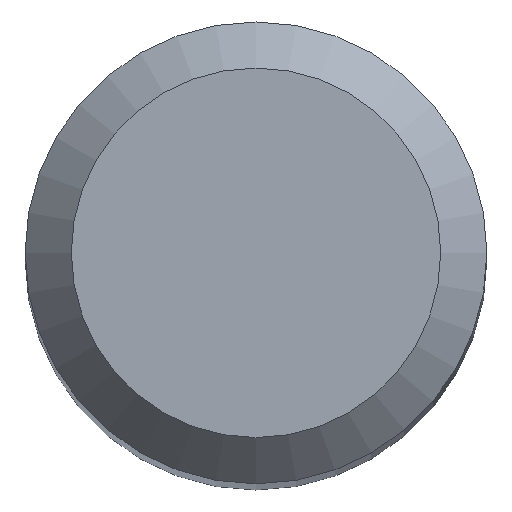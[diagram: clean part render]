
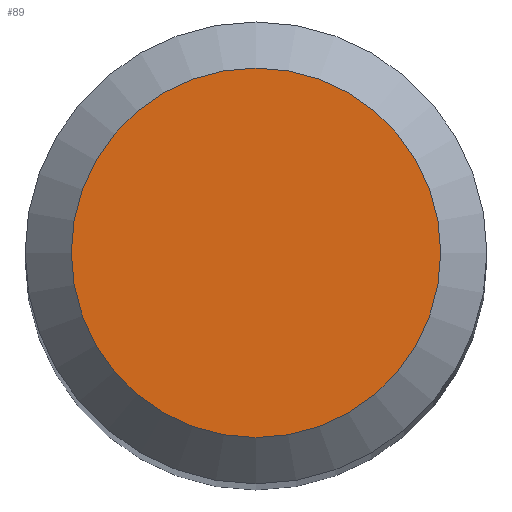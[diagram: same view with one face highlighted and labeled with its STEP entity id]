
A CAD part, top view. The second image highlights one B-rep face of the part: STEP entity #89.
In plain terms, the highlighted planar face has unit normal (0, 0, 1).
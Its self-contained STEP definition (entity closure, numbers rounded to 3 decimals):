
#7 = FACE_OUTER_BOUND ( 'NONE', #197, .T. ) ;
#22 = DIRECTION ( 'NONE',  ( 0., 1., 0. ) ) ;
#24 = AXIS2_PLACEMENT_3D ( 'NONE', #176, #57, #88 ) ;
#48 = CARTESIAN_POINT ( 'NONE',  ( 0., 1.2, 38. ) ) ;
#52 = VERTEX_POINT ( 'NONE', #48 ) ;
#57 = DIRECTION ( 'NONE',  ( 0., 0., -1. ) ) ;
#68 = AXIS2_PLACEMENT_3D ( 'NONE', #274, #221, #22 ) ;
#88 = DIRECTION ( 'NONE',  ( 0., 1., 0. ) ) ;
#89 = ADVANCED_FACE ( 'NONE', ( #7 ), #102, .F. ) ;
#102 = PLANE ( 'NONE',  #24 ) ;
#162 = CIRCLE ( 'NONE', #68, 1.2 ) ;
#176 = CARTESIAN_POINT ( 'NONE',  ( 0., 0., 38. ) ) ;
#197 = EDGE_LOOP ( 'NONE', ( #250 ) ) ;
#221 = DIRECTION ( 'NONE',  ( 0., 0., -1. ) ) ;
#250 = ORIENTED_EDGE ( 'NONE', *, *, #257, .F. ) ;
#257 = EDGE_CURVE ( 'NONE', #52, #52, #162, .T. ) ;
#274 = CARTESIAN_POINT ( 'NONE',  ( 0., 0., 38. ) ) ;
